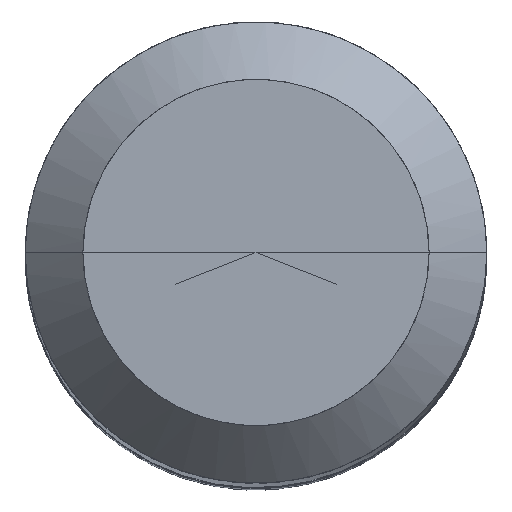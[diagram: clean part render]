
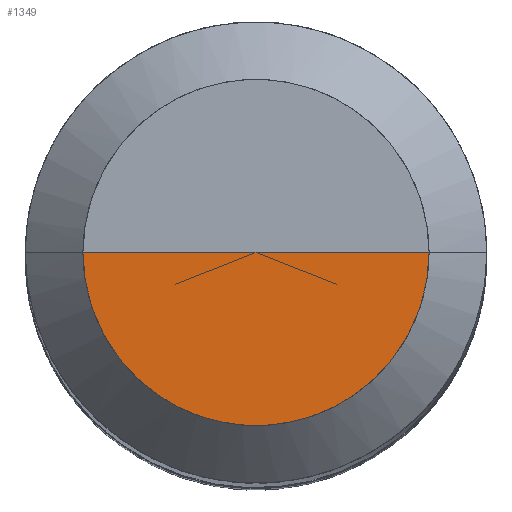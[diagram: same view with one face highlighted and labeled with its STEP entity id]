
A CAD part, top view. The second image highlights one B-rep face of the part: STEP entity #1349.
In plain terms, the highlighted free-form (B-spline) face has degree [1, 2] with [2, 5] control points.
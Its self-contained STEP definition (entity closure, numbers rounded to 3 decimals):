
#867=CARTESIAN_POINT('',(3.0,0.0,39.0));
#871=CARTESIAN_POINT('',(-3.0,0.0,39.0));
#872=CARTESIAN_POINT('',(0.0,0.0,39.0));
#888=CARTESIAN_POINT('',(-3.0,-3.0,39.0));
#889=CARTESIAN_POINT('',(0.0,-3.0,39.0));
#890=CARTESIAN_POINT('',(3.0,-3.0,39.0));
#1334=(
BOUNDED_SURFACE()
B_SPLINE_SURFACE(1,2,(
(#871,#888,#889,#890,#867),
(#872,#872,#872,#872,#872)
), .UNSPECIFIED.,.F.,.F.,.F.)
B_SPLINE_SURFACE_WITH_KNOTS((2,2),(3,2,3),(
0.0,1.0),(
0.0,0.5,1.0), .UNSPECIFIED.)
GEOMETRIC_REPRESENTATION_ITEM()
RATIONAL_B_SPLINE_SURFACE(((1.0,0.707,1.0,0.707,1.0),
(1.0,0.707,1.0,0.707,1.0)
))
REPRESENTATION_ITEM('')
SURFACE()
);
#1335=(
BOUNDED_CURVE()
B_SPLINE_CURVE(2,(#867,#890,#889,#888,#871),.UNSPECIFIED.,.F.,.F.)
B_SPLINE_CURVE_WITH_KNOTS((3,2,3),
(0.0,0.5,1.0),.UNSPECIFIED.)
CURVE()
GEOMETRIC_REPRESENTATION_ITEM()
RATIONAL_B_SPLINE_CURVE((1.0,0.707,1.0,0.707,1.0))
REPRESENTATION_ITEM('')
);
#1336=(
BOUNDED_CURVE()
B_SPLINE_CURVE(1,(#871,#872),.UNSPECIFIED.,.F.,.F.)
B_SPLINE_CURVE_WITH_KNOTS((2,2),
(0.0,1.0),.UNSPECIFIED.)
CURVE()
GEOMETRIC_REPRESENTATION_ITEM()
RATIONAL_B_SPLINE_CURVE((1.0,1.0))
REPRESENTATION_ITEM('')
);
#1337=(
BOUNDED_CURVE()
B_SPLINE_CURVE(1,(#872,#867),.UNSPECIFIED.,.F.,.F.)
B_SPLINE_CURVE_WITH_KNOTS((2,2),
(0.0,1.0),.UNSPECIFIED.)
CURVE()
GEOMETRIC_REPRESENTATION_ITEM()
RATIONAL_B_SPLINE_CURVE((1.0,1.0))
REPRESENTATION_ITEM('')
);
#1338=VERTEX_POINT('',#867);
#1339=VERTEX_POINT('',#871);
#1340=VERTEX_POINT('',#872);
#1341=EDGE_CURVE('',#1338,#1339,#1335,.T.);
#1342=EDGE_CURVE('',#1339,#1340,#1336,.T.);
#1343=EDGE_CURVE('',#1340,#1338,#1337,.T.);
#1344=ORIENTED_EDGE('',*,*,#1341,.T.);
#1345=ORIENTED_EDGE('',*,*,#1342,.T.);
#1346=ORIENTED_EDGE('',*,*,#1343,.T.);
#1347=EDGE_LOOP('',(#1344,#1345,#1346));
#1348=FACE_OUTER_BOUND('',#1347,.T.);
#1349=ADVANCED_FACE('',(#1348),#1334,.T.);
